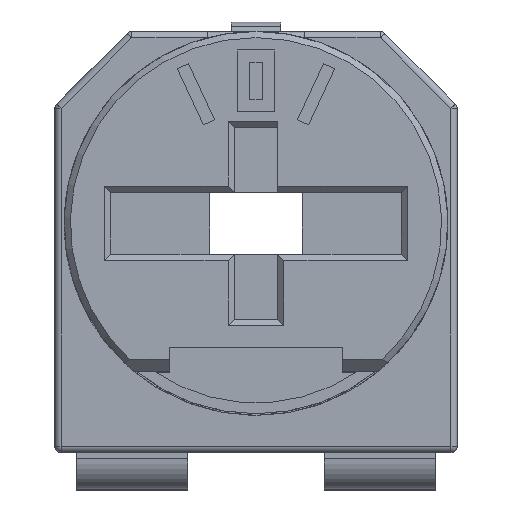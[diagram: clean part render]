
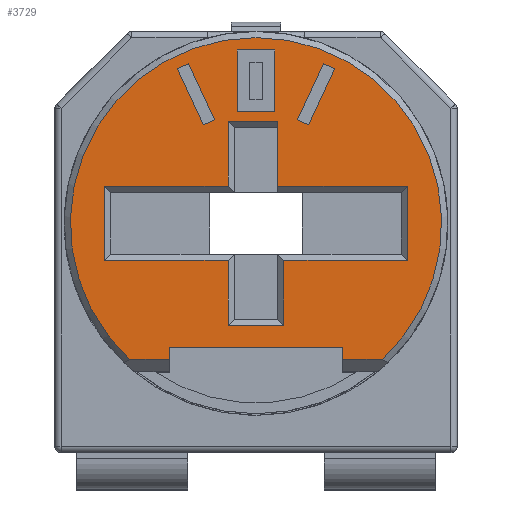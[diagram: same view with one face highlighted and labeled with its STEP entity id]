
A CAD part, top view. The second image highlights one B-rep face of the part: STEP entity #3729.
In plain terms, the highlighted planar face has unit normal (0, 0, 1).
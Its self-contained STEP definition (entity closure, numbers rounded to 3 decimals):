
#108=CIRCLE('',#3949,3.);
#213=FACE_BOUND('',#598,.T.);
#214=FACE_BOUND('',#599,.T.);
#215=FACE_BOUND('',#600,.T.);
#216=FACE_BOUND('',#601,.T.);
#391=FACE_OUTER_BOUND('',#597,.T.);
#597=EDGE_LOOP('',(#2575,#2576,#2577,#2578,#2579,#2580));
#598=EDGE_LOOP('',(#2581,#2582,#2583,#2584,#2585,#2586,#2587,#2588,#2589,
#2590,#2591,#2592));
#599=EDGE_LOOP('',(#2593,#2594,#2595,#2596));
#600=EDGE_LOOP('',(#2597,#2598,#2599,#2600));
#601=EDGE_LOOP('',(#2601,#2602,#2603,#2604));
#805=LINE('',#5289,#1214);
#809=LINE('',#5297,#1218);
#812=LINE('',#5303,#1221);
#815=LINE('',#5308,#1224);
#817=LINE('',#5314,#1226);
#821=LINE('',#5322,#1230);
#824=LINE('',#5328,#1233);
#827=LINE('',#5333,#1236);
#829=LINE('',#5339,#1238);
#833=LINE('',#5347,#1242);
#836=LINE('',#5353,#1245);
#839=LINE('',#5358,#1248);
#841=LINE('',#5366,#1250);
#842=LINE('',#5368,#1251);
#843=LINE('',#5370,#1252);
#844=LINE('',#5372,#1253);
#845=LINE('',#5373,#1254);
#846=LINE('',#5376,#1255);
#847=LINE('',#5378,#1256);
#848=LINE('',#5380,#1257);
#849=LINE('',#5382,#1258);
#850=LINE('',#5384,#1259);
#851=LINE('',#5386,#1260);
#852=LINE('',#5388,#1261);
#853=LINE('',#5390,#1262);
#854=LINE('',#5392,#1263);
#855=LINE('',#5394,#1264);
#856=LINE('',#5396,#1265);
#857=LINE('',#5397,#1266);
#1214=VECTOR('',#4260,10.);
#1218=VECTOR('',#4266,10.);
#1221=VECTOR('',#4271,10.);
#1224=VECTOR('',#4276,10.);
#1226=VECTOR('',#4282,10.);
#1230=VECTOR('',#4288,10.);
#1233=VECTOR('',#4293,10.);
#1236=VECTOR('',#4298,10.);
#1238=VECTOR('',#4304,10.);
#1242=VECTOR('',#4310,10.);
#1245=VECTOR('',#4315,10.);
#1248=VECTOR('',#4320,10.);
#1250=VECTOR('',#4328,10.);
#1251=VECTOR('',#4329,10.);
#1252=VECTOR('',#4330,10.);
#1253=VECTOR('',#4331,10.);
#1254=VECTOR('',#4332,10.);
#1255=VECTOR('',#4333,10.);
#1256=VECTOR('',#4334,10.);
#1257=VECTOR('',#4335,10.);
#1258=VECTOR('',#4336,10.);
#1259=VECTOR('',#4337,10.);
#1260=VECTOR('',#4338,10.);
#1261=VECTOR('',#4339,10.);
#1262=VECTOR('',#4340,10.);
#1263=VECTOR('',#4341,10.);
#1264=VECTOR('',#4342,10.);
#1265=VECTOR('',#4343,10.);
#1266=VECTOR('',#4344,10.);
#1619=VERTEX_POINT('',#5287);
#1620=VERTEX_POINT('',#5288);
#1623=VERTEX_POINT('',#5296);
#1625=VERTEX_POINT('',#5302);
#1627=VERTEX_POINT('',#5312);
#1628=VERTEX_POINT('',#5313);
#1631=VERTEX_POINT('',#5321);
#1633=VERTEX_POINT('',#5327);
#1635=VERTEX_POINT('',#5337);
#1636=VERTEX_POINT('',#5338);
#1639=VERTEX_POINT('',#5346);
#1641=VERTEX_POINT('',#5352);
#1643=VERTEX_POINT('',#5362);
#1644=VERTEX_POINT('',#5363);
#1645=VERTEX_POINT('',#5365);
#1646=VERTEX_POINT('',#5367);
#1647=VERTEX_POINT('',#5369);
#1648=VERTEX_POINT('',#5371);
#1649=VERTEX_POINT('',#5374);
#1650=VERTEX_POINT('',#5375);
#1651=VERTEX_POINT('',#5377);
#1652=VERTEX_POINT('',#5379);
#1653=VERTEX_POINT('',#5381);
#1654=VERTEX_POINT('',#5383);
#1655=VERTEX_POINT('',#5385);
#1656=VERTEX_POINT('',#5387);
#1657=VERTEX_POINT('',#5389);
#1658=VERTEX_POINT('',#5391);
#1659=VERTEX_POINT('',#5393);
#1660=VERTEX_POINT('',#5395);
#1968=EDGE_CURVE('',#1619,#1620,#805,.T.);
#1972=EDGE_CURVE('',#1623,#1619,#809,.T.);
#1975=EDGE_CURVE('',#1625,#1623,#812,.T.);
#1978=EDGE_CURVE('',#1620,#1625,#815,.T.);
#1980=EDGE_CURVE('',#1627,#1628,#817,.T.);
#1984=EDGE_CURVE('',#1631,#1627,#821,.T.);
#1987=EDGE_CURVE('',#1633,#1631,#824,.T.);
#1990=EDGE_CURVE('',#1628,#1633,#827,.T.);
#1992=EDGE_CURVE('',#1635,#1636,#829,.T.);
#1996=EDGE_CURVE('',#1639,#1635,#833,.T.);
#1999=EDGE_CURVE('',#1641,#1639,#836,.T.);
#2002=EDGE_CURVE('',#1636,#1641,#839,.T.);
#2004=EDGE_CURVE('',#1643,#1644,#108,.T.);
#2005=EDGE_CURVE('',#1645,#1643,#841,.T.);
#2006=EDGE_CURVE('',#1645,#1646,#842,.T.);
#2007=EDGE_CURVE('',#1646,#1647,#843,.T.);
#2008=EDGE_CURVE('',#1647,#1648,#844,.T.);
#2009=EDGE_CURVE('',#1644,#1648,#845,.T.);
#2010=EDGE_CURVE('',#1649,#1650,#846,.T.);
#2011=EDGE_CURVE('',#1651,#1649,#847,.T.);
#2012=EDGE_CURVE('',#1652,#1651,#848,.T.);
#2013=EDGE_CURVE('',#1653,#1652,#849,.T.);
#2014=EDGE_CURVE('',#1654,#1653,#850,.T.);
#2015=EDGE_CURVE('',#1655,#1654,#851,.T.);
#2016=EDGE_CURVE('',#1656,#1655,#852,.T.);
#2017=EDGE_CURVE('',#1657,#1656,#853,.T.);
#2018=EDGE_CURVE('',#1658,#1657,#854,.T.);
#2019=EDGE_CURVE('',#1659,#1658,#855,.T.);
#2020=EDGE_CURVE('',#1660,#1659,#856,.T.);
#2021=EDGE_CURVE('',#1660,#1650,#857,.T.);
#2575=ORIENTED_EDGE('',*,*,#2004,.F.);
#2576=ORIENTED_EDGE('',*,*,#2005,.F.);
#2577=ORIENTED_EDGE('',*,*,#2006,.T.);
#2578=ORIENTED_EDGE('',*,*,#2007,.T.);
#2579=ORIENTED_EDGE('',*,*,#2008,.T.);
#2580=ORIENTED_EDGE('',*,*,#2009,.F.);
#2581=ORIENTED_EDGE('',*,*,#2010,.F.);
#2582=ORIENTED_EDGE('',*,*,#2011,.F.);
#2583=ORIENTED_EDGE('',*,*,#2012,.F.);
#2584=ORIENTED_EDGE('',*,*,#2013,.F.);
#2585=ORIENTED_EDGE('',*,*,#2014,.F.);
#2586=ORIENTED_EDGE('',*,*,#2015,.F.);
#2587=ORIENTED_EDGE('',*,*,#2016,.F.);
#2588=ORIENTED_EDGE('',*,*,#2017,.F.);
#2589=ORIENTED_EDGE('',*,*,#2018,.F.);
#2590=ORIENTED_EDGE('',*,*,#2019,.F.);
#2591=ORIENTED_EDGE('',*,*,#2020,.F.);
#2592=ORIENTED_EDGE('',*,*,#2021,.T.);
#2593=ORIENTED_EDGE('',*,*,#1992,.T.);
#2594=ORIENTED_EDGE('',*,*,#2002,.T.);
#2595=ORIENTED_EDGE('',*,*,#1999,.T.);
#2596=ORIENTED_EDGE('',*,*,#1996,.T.);
#2597=ORIENTED_EDGE('',*,*,#1980,.T.);
#2598=ORIENTED_EDGE('',*,*,#1990,.T.);
#2599=ORIENTED_EDGE('',*,*,#1987,.T.);
#2600=ORIENTED_EDGE('',*,*,#1984,.T.);
#2601=ORIENTED_EDGE('',*,*,#1968,.T.);
#2602=ORIENTED_EDGE('',*,*,#1978,.T.);
#2603=ORIENTED_EDGE('',*,*,#1975,.T.);
#2604=ORIENTED_EDGE('',*,*,#1972,.T.);
#3592=PLANE('',#3948);
#3729=ADVANCED_FACE('',(#391,#213,#214,#215,#216),#3592,.T.);
#3948=AXIS2_PLACEMENT_3D('',#5361,#4324,#4325);
#3949=AXIS2_PLACEMENT_3D('',#5364,#4326,#4327);
#4260=DIRECTION('',(1.,0.,0.));
#4266=DIRECTION('',(0.,1.,0.));
#4271=DIRECTION('',(-1.,0.,0.));
#4276=DIRECTION('',(0.,-1.,0.));
#4282=DIRECTION('',(-0.423,0.906,0.));
#4288=DIRECTION('',(-0.906,-0.423,0.));
#4293=DIRECTION('',(0.423,-0.906,0.));
#4298=DIRECTION('',(0.906,0.423,0.));
#4304=DIRECTION('',(-0.906,0.423,0.));
#4310=DIRECTION('',(-0.423,-0.906,0.));
#4315=DIRECTION('',(0.906,-0.423,0.));
#4320=DIRECTION('',(0.423,0.906,0.));
#4324=DIRECTION('center_axis',(0.,0.,1.));
#4325=DIRECTION('ref_axis',(1.,0.,0.));
#4326=DIRECTION('center_axis',(0.,0.,-1.));
#4327=DIRECTION('ref_axis',(1.,0.,0.));
#4328=DIRECTION('',(-1.,0.,0.));
#4329=DIRECTION('',(0.,1.,0.));
#4330=DIRECTION('',(1.,0.,0.));
#4331=DIRECTION('',(0.,-1.,0.));
#4332=DIRECTION('',(-1.,0.,0.));
#4333=DIRECTION('',(-1.,0.,0.));
#4334=DIRECTION('',(0.,1.,0.));
#4335=DIRECTION('',(1.,0.,0.));
#4336=DIRECTION('',(0.,1.,0.));
#4337=DIRECTION('',(1.,0.,0.));
#4338=DIRECTION('',(0.,-1.,0.));
#4339=DIRECTION('',(1.,0.,0.));
#4340=DIRECTION('',(0.,-1.,0.));
#4341=DIRECTION('',(-1.,0.,0.));
#4342=DIRECTION('',(0.,-1.,0.));
#4343=DIRECTION('',(-1.,0.,0.));
#4344=DIRECTION('',(0.,-1.,0.));
#5287=CARTESIAN_POINT('',(-0.3,2.8,1.8));
#5288=CARTESIAN_POINT('',(0.3,2.8,1.8));
#5289=CARTESIAN_POINT('',(-0.15,2.8,1.8));
#5296=CARTESIAN_POINT('',(-0.3,1.8,1.8));
#5297=CARTESIAN_POINT('',(-0.3,1.075,1.8));
#5302=CARTESIAN_POINT('',(0.3,1.8,1.8));
#5303=CARTESIAN_POINT('',(0.15,1.8,1.8));
#5308=CARTESIAN_POINT('',(0.3,1.575,1.8));
#5312=CARTESIAN_POINT('',(-0.851,1.589,1.8));
#5313=CARTESIAN_POINT('',(-1.274,2.495,1.8));
#5314=CARTESIAN_POINT('',(-0.538,0.917,1.8));
#5321=CARTESIAN_POINT('',(-0.67,1.674,1.8));
#5322=CARTESIAN_POINT('',(-0.648,1.684,1.8));
#5327=CARTESIAN_POINT('',(-1.093,2.58,1.8));
#5328=CARTESIAN_POINT('',(-0.568,1.455,1.8));
#5333=CARTESIAN_POINT('',(-1.162,2.548,1.8));
#5337=CARTESIAN_POINT('',(0.851,1.589,1.8));
#5338=CARTESIAN_POINT('',(0.67,1.674,1.8));
#5339=CARTESIAN_POINT('',(0.739,1.641,1.8));
#5346=CARTESIAN_POINT('',(1.274,2.495,1.8));
#5347=CARTESIAN_POINT('',(0.749,1.37,1.8));
#5352=CARTESIAN_POINT('',(1.093,2.58,1.8));
#5353=CARTESIAN_POINT('',(1.071,2.59,1.8));
#5358=CARTESIAN_POINT('',(0.357,1.002,1.8));
#5361=CARTESIAN_POINT('Origin',(0.,0.35,1.8));
#5362=CARTESIAN_POINT('',(-2.04,-2.2,1.8));
#5363=CARTESIAN_POINT('',(2.04,-2.2,1.8));
#5364=CARTESIAN_POINT('Origin',(0.,0.,1.8));
#5365=CARTESIAN_POINT('',(-1.4,-2.2,1.8));
#5366=CARTESIAN_POINT('',(-0.814,-2.2,1.8));
#5367=CARTESIAN_POINT('',(-1.4,-2.,1.8));
#5368=CARTESIAN_POINT('',(-1.4,-1.025,1.8));
#5369=CARTESIAN_POINT('',(1.4,-2.,1.8));
#5370=CARTESIAN_POINT('',(-0.7,-2.,1.8));
#5371=CARTESIAN_POINT('',(1.4,-2.2,1.8));
#5372=CARTESIAN_POINT('',(1.4,-0.825,1.8));
#5373=CARTESIAN_POINT('',(0.7,-2.2,1.8));
#5374=CARTESIAN_POINT('',(2.45,0.6,1.8));
#5375=CARTESIAN_POINT('',(0.35,0.6,1.8));
#5376=CARTESIAN_POINT('',(-1.175,0.6,1.8));
#5377=CARTESIAN_POINT('',(2.45,-0.6,1.8));
#5378=CARTESIAN_POINT('',(2.45,0.425,1.8));
#5379=CARTESIAN_POINT('',(0.45,-0.6,1.8));
#5380=CARTESIAN_POINT('',(1.175,-0.6,1.8));
#5381=CARTESIAN_POINT('',(0.45,-1.65,1.8));
#5382=CARTESIAN_POINT('',(0.45,-0.075,1.8));
#5383=CARTESIAN_POINT('',(-0.45,-1.65,1.8));
#5384=CARTESIAN_POINT('',(0.175,-1.65,1.8));
#5385=CARTESIAN_POINT('',(-0.45,-0.6,1.8));
#5386=CARTESIAN_POINT('',(-0.45,-0.6,1.8));
#5387=CARTESIAN_POINT('',(-2.45,-0.6,1.8));
#5388=CARTESIAN_POINT('',(1.175,-0.6,1.8));
#5389=CARTESIAN_POINT('',(-2.45,0.6,1.8));
#5390=CARTESIAN_POINT('',(-2.45,-0.075,1.8));
#5391=CARTESIAN_POINT('',(-0.45,0.6,1.8));
#5392=CARTESIAN_POINT('',(-1.175,0.6,1.8));
#5393=CARTESIAN_POINT('',(-0.45,1.65,1.8));
#5394=CARTESIAN_POINT('',(-0.45,0.425,1.8));
#5395=CARTESIAN_POINT('',(0.35,1.65,1.8));
#5396=CARTESIAN_POINT('',(-0.175,1.65,1.8));
#5397=CARTESIAN_POINT('',(0.35,0.95,1.8));
